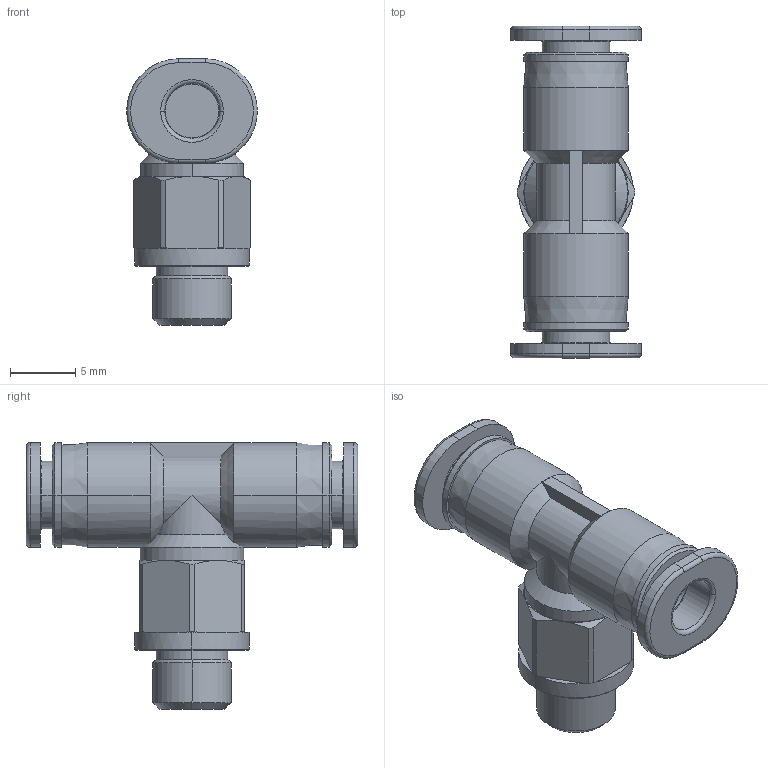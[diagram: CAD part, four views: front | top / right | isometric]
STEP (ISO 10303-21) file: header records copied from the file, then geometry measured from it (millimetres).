
FILE_DESCRIPTION((''),'2;1');
FILE_NAME('PT04M6C-mdt.stp','2017-07-24T16:58:53',(''),(''),'Mechanical Desktop 2009','Mechanical Desktop 2009',', , ');
FILE_SCHEMA(('CONFIG_CONTROL_DESIGN'));
Length unit declared in the file: millimetre
Products named in the file (8): PT04M6C-MDTA; PT04M6C-MDT; COLLAR-L04C; NLM6C; NL01C; NLM5C; 04M3C; NLM3C-S
Assembly tree (9 placements, depth 3):
  PT04M6C-MDTA
    PT04M6C-MDT
    COLLAR-L04C  x2
    NLM6C
    NL01C
    NLM5C
    04M3C
      COLLAR-L04C
      NLM3C-S
Bounding box: 10 x 25.4 x 20.4 mm (x, y, z)
Volume: 1425 mm3; surface area: 1571.8 mm2
Topology: 1 solids, 1 shells, 133 faces, 297 edges, 179 vertices
Faces by surface type: cylinder 48, plane 39, cone 32, torus 8, bspline 6
Entity records: 4177 total; most frequent: CARTESIAN_POINT 1023, DIRECTION 692, ORIENTED_EDGE 594, AXIS2_PLACEMENT_3D 298, EDGE_CURVE 297, VERTEX_POINT 179, CIRCLE 153, EDGE_LOOP 146
